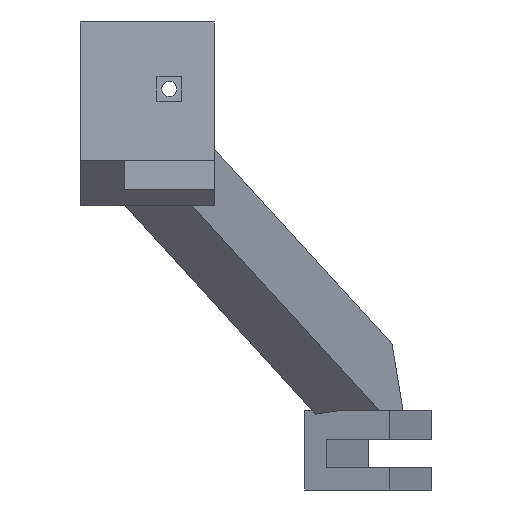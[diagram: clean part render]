
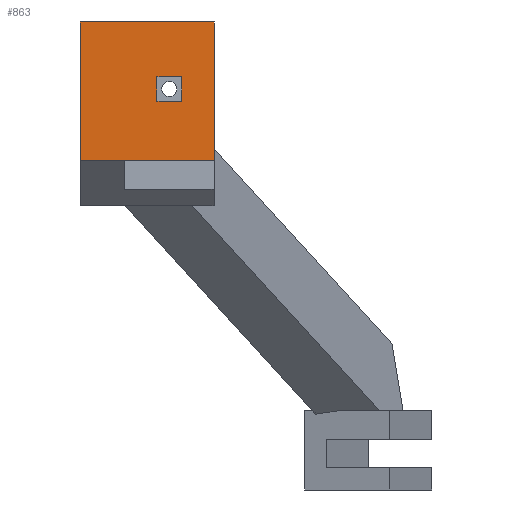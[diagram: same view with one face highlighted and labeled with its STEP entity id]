
A CAD part, left-side view. The second image highlights one B-rep face of the part: STEP entity #863.
In plain terms, the highlighted planar face has unit normal (-1, 0, 0).
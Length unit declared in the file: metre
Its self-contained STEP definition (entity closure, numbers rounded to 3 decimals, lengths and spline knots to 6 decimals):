
#156=ORIENTED_EDGE('',*,*,#344,.T.);
#157=ORIENTED_EDGE('',*,*,#337,.T.);
#158=ORIENTED_EDGE('',*,*,#340,.F.);
#159=ORIENTED_EDGE('',*,*,#342,.F.);
#160=ORIENTED_EDGE('',*,*,#345,.F.);
#161=ORIENTED_EDGE('',*,*,#308,.T.);
#162=ORIENTED_EDGE('',*,*,#331,.T.);
#163=ORIENTED_EDGE('',*,*,#324,.F.);
#308=EDGE_CURVE('',#414,#413,#503,.T.);
#324=EDGE_CURVE('',#423,#424,#518,.T.);
#331=EDGE_CURVE('',#413,#424,#524,.T.);
#337=EDGE_CURVE('',#433,#434,#529,.T.);
#340=EDGE_CURVE('',#435,#434,#532,.T.);
#342=EDGE_CURVE('',#436,#435,#534,.T.);
#344=EDGE_CURVE('',#436,#433,#536,.T.);
#345=EDGE_CURVE('',#414,#423,#537,.T.);
#413=VERTEX_POINT('',#1279);
#414=VERTEX_POINT('',#1281);
#423=VERTEX_POINT('',#1309);
#424=VERTEX_POINT('',#1311);
#433=VERTEX_POINT('',#1339);
#434=VERTEX_POINT('',#1340);
#435=VERTEX_POINT('',#1345);
#436=VERTEX_POINT('',#1349);
#503=LINE('',#1280,#607);
#518=LINE('',#1310,#622);
#524=LINE('',#1324,#628);
#529=LINE('',#1338,#633);
#532=LINE('',#1344,#636);
#534=LINE('',#1348,#638);
#536=LINE('',#1352,#640);
#537=LINE('',#1354,#641);
#607=VECTOR('',#1030,1.);
#622=VECTOR('',#1055,1.);
#628=VECTOR('',#1069,1.);
#633=VECTOR('',#1082,1.);
#636=VECTOR('',#1087,1.);
#638=VECTOR('',#1091,1.);
#640=VECTOR('',#1095,1.);
#641=VECTOR('',#1098,1.);
#694=EDGE_LOOP('',(#156,#157,#158,#159));
#695=EDGE_LOOP('',(#160,#161,#162,#163));
#760=FACE_BOUND('',#694,.T.);
#761=FACE_BOUND('',#695,.T.);
#820=PLANE('',#928);
#863=ADVANCED_FACE('',(#760,#761),#820,.T.);
#928=AXIS2_PLACEMENT_3D('',#1353,#1096,#1097);
#1030=DIRECTION('',(0.,0.,-1.));
#1055=DIRECTION('',(0.,0.,-1.));
#1069=DIRECTION('',(0.,-1.,0.));
#1082=DIRECTION('',(0.,1.,0.));
#1087=DIRECTION('',(0.,0.,-1.));
#1091=DIRECTION('',(0.,1.,0.));
#1095=DIRECTION('',(0.,0.,-1.));
#1096=DIRECTION('',(-1.,0.,0.));
#1097=DIRECTION('',(0.,-1.,0.));
#1098=DIRECTION('',(0.,-1.,0.));
#1279=CARTESIAN_POINT('',(0.0052,0.115,0.2486));
#1280=CARTESIAN_POINT('',(0.0052,0.115,0.2646));
#1281=CARTESIAN_POINT('',(0.0052,0.115,0.2796));
#1309=CARTESIAN_POINT('',(0.0052,0.085,0.2796));
#1310=CARTESIAN_POINT('',(0.0052,0.085,0.2646));
#1311=CARTESIAN_POINT('',(0.0052,0.085,0.2486));
#1324=CARTESIAN_POINT('',(0.0052,0.095,0.2486));
#1338=CARTESIAN_POINT('',(0.0052,0.095,0.261825));
#1339=CARTESIAN_POINT('',(0.0052,0.092225,0.261825));
#1340=CARTESIAN_POINT('',(0.0052,0.097775,0.261825));
#1344=CARTESIAN_POINT('',(0.0052,0.097775,0.2646));
#1345=CARTESIAN_POINT('',(0.0052,0.097775,0.267375));
#1348=CARTESIAN_POINT('',(0.0052,0.095,0.267375));
#1349=CARTESIAN_POINT('',(0.0052,0.092225,0.267375));
#1352=CARTESIAN_POINT('',(0.0052,0.092225,0.2646));
#1353=CARTESIAN_POINT('',(0.0052,0.095,0.2646));
#1354=CARTESIAN_POINT('',(0.0052,0.095,0.2796));
